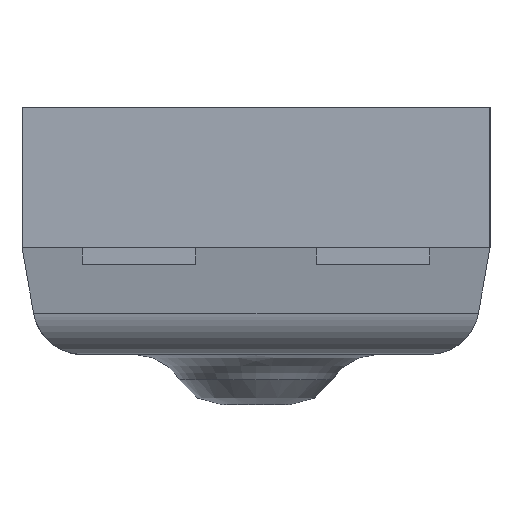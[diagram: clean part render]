
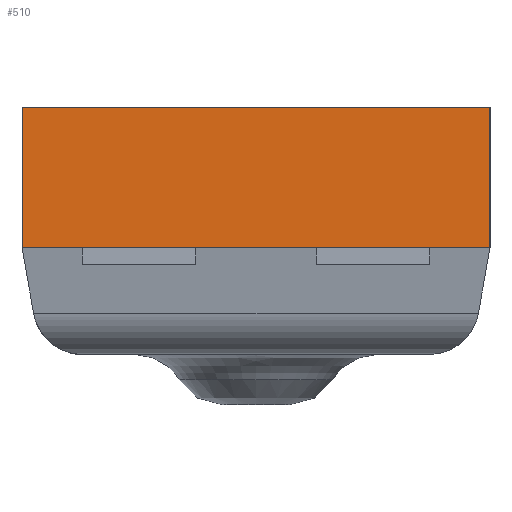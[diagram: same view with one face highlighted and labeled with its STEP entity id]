
A CAD part, left-side view. The second image highlights one B-rep face of the part: STEP entity #510.
In plain terms, the highlighted planar face has unit normal (-1, 0, 0).
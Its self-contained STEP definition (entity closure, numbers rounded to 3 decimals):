
#43=PLANE('',#571);
#76=FACE_OUTER_BOUND('',#111,.T.);
#111=EDGE_LOOP('',(#425,#426,#427,#428));
#145=LINE('',#815,#200);
#153=LINE('',#838,#208);
#158=LINE('',#846,#213);
#159=LINE('',#848,#214);
#200=VECTOR('',#647,10.);
#208=VECTOR('',#667,10.);
#213=VECTOR('',#676,10.);
#214=VECTOR('',#679,10.);
#250=VERTEX_POINT('',#765);
#256=VERTEX_POINT('',#811);
#264=VERTEX_POINT('',#835);
#265=VERTEX_POINT('',#837);
#309=EDGE_CURVE('',#250,#256,#145,.T.);
#319=EDGE_CURVE('',#264,#265,#153,.T.);
#324=EDGE_CURVE('',#256,#265,#158,.T.);
#325=EDGE_CURVE('',#250,#264,#159,.T.);
#425=ORIENTED_EDGE('',*,*,#309,.T.);
#426=ORIENTED_EDGE('',*,*,#324,.T.);
#427=ORIENTED_EDGE('',*,*,#319,.F.);
#428=ORIENTED_EDGE('',*,*,#325,.F.);
#510=ADVANCED_FACE('',(#76),#43,.T.);
#571=AXIS2_PLACEMENT_3D('',#847,#677,#678);
#647=DIRECTION('',(0.,-1.,0.));
#667=DIRECTION('',(0.,-1.,0.));
#676=DIRECTION('',(0.,0.,1.));
#677=DIRECTION('center_axis',(-1.,0.,0.));
#678=DIRECTION('ref_axis',(0.,-1.,0.));
#679=DIRECTION('',(0.,0.,1.));
#765=CARTESIAN_POINT('',(-1.6,1.4,0.));
#811=CARTESIAN_POINT('',(-1.6,-1.4,0.));
#815=CARTESIAN_POINT('',(-1.6,1.4,0.));
#835=CARTESIAN_POINT('',(-1.6,1.4,0.84));
#837=CARTESIAN_POINT('',(-1.6,-1.4,0.84));
#838=CARTESIAN_POINT('',(-1.6,1.4,0.84));
#846=CARTESIAN_POINT('',(-1.6,-1.4,0.));
#847=CARTESIAN_POINT('Origin',(-1.6,1.4,0.));
#848=CARTESIAN_POINT('',(-1.6,1.4,0.));
